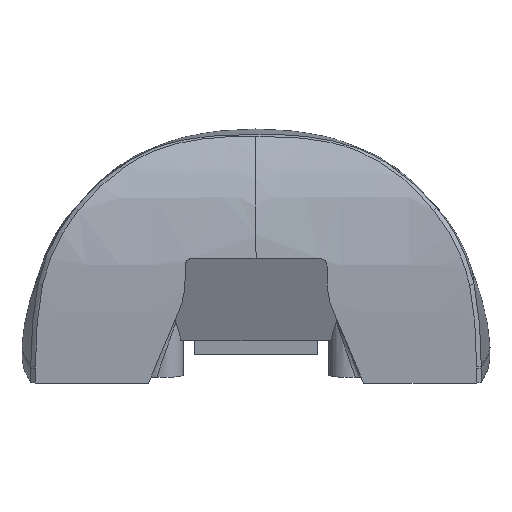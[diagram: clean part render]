
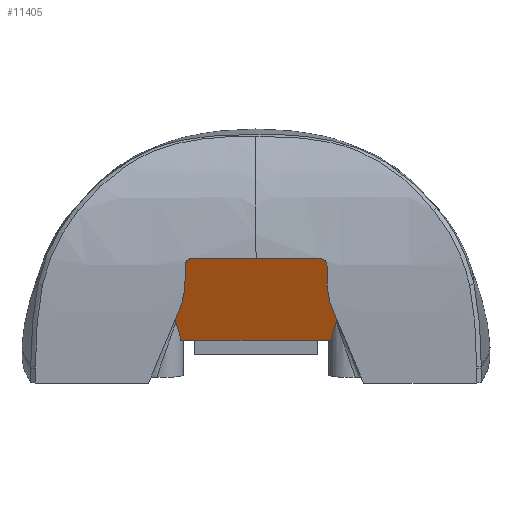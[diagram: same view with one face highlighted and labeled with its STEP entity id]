
A CAD part, front view. The second image highlights one B-rep face of the part: STEP entity #11405.
In plain terms, the highlighted planar face has unit normal (0, -0.904, -0.427).
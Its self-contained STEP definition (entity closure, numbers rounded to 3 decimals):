
#69=DIRECTION('',(1.,0.,0.));
#70=VECTOR('',#69,9.753);
#71=CARTESIAN_POINT('',(-4.877,-0.875,
-0.123));
#72=LINE('',#71,#70);
#247=CARTESIAN_POINT('',(-5.204,-1.412,1.015));
#249=CARTESIAN_POINT('',(-5.204,-1.412,1.015));
#250=CARTESIAN_POINT('',(-5.158,-1.361,
0.907));
#251=CARTESIAN_POINT('',(-5.074,-1.253,
0.678));
#252=CARTESIAN_POINT('',(-4.966,-1.074,
0.299));
#253=CARTESIAN_POINT('',(-4.904,-0.943,
0.022));
#254=CARTESIAN_POINT('',(-4.877,-0.875,
-0.123));
#469=DIRECTION('',(1.,0.,0.));
#470=VECTOR('',#469,9.211);
#471=CARTESIAN_POINT('',(-4.605,-3.434,5.299));
#472=LINE('',#471,#470);
#473=CARTESIAN_POINT('',(4.605,-2.732,3.813));
#474=CARTESIAN_POINT('',(4.605,-2.398,3.104));
#475=CARTESIAN_POINT('',(4.74,-2.074,2.417));
#476=CARTESIAN_POINT('',(5.017,-1.761,1.754));
#478=DIRECTION('',(0.354,0.399,-0.846));
#479=VECTOR('',#478,0.463);
#480=CARTESIAN_POINT('',(5.017,-1.761,1.754));
#481=LINE('',#480,#479);
#482=CARTESIAN_POINT('',(5.204,-1.412,1.015));
#483=CARTESIAN_POINT('',(5.158,-1.36,0.906));
#484=CARTESIAN_POINT('',(5.074,-1.252,0.677));
#485=CARTESIAN_POINT('',(4.965,-1.074,0.298));
#486=CARTESIAN_POINT('',(4.904,-0.943,
0.022));
#487=CARTESIAN_POINT('',(4.877,-0.875,
-0.123));
#489=DIRECTION('',(0.,-0.427,0.904));
#490=VECTOR('',#489,1.643);
#491=CARTESIAN_POINT('',(-4.605,-2.732,3.813));
#492=LINE('',#491,#490);
#726=CARTESIAN_POINT('',(5.204,-1.412,1.015));
#727=CARTESIAN_POINT('',(5.21,-1.418,1.028));
#728=CARTESIAN_POINT('',(5.219,-1.431,1.056));
#729=CARTESIAN_POINT('',(5.227,-1.455,1.106));
#730=CARTESIAN_POINT('',(5.229,-1.481,1.161));
#731=CARTESIAN_POINT('',(5.223,-1.51,1.222));
#732=CARTESIAN_POINT('',(5.208,-1.541,1.289));
#733=CARTESIAN_POINT('',(5.191,-1.564,1.338));
#734=CARTESIAN_POINT('',(5.181,-1.576,1.363));
#777=DIRECTION('',(0.,-0.427,0.904));
#778=VECTOR('',#777,1.643);
#779=CARTESIAN_POINT('',(4.605,-2.732,3.813));
#780=LINE('',#779,#778);
#793=CARTESIAN_POINT('',(-4.605,-2.732,3.813));
#794=CARTESIAN_POINT('',(-4.605,-2.398,3.104));
#795=CARTESIAN_POINT('',(-4.74,-2.074,2.417));
#796=CARTESIAN_POINT('',(-5.017,-1.761,1.754));
#805=DIRECTION('',(-0.354,0.399,-0.846));
#806=VECTOR('',#805,0.463);
#807=CARTESIAN_POINT('',(-5.017,-1.761,1.754));
#808=LINE('',#807,#806);
#813=CARTESIAN_POINT('',(-5.181,-1.576,1.363));
#814=CARTESIAN_POINT('',(-5.191,-1.564,1.338));
#815=CARTESIAN_POINT('',(-5.208,-1.541,1.289));
#816=CARTESIAN_POINT('',(-5.223,-1.51,1.222));
#817=CARTESIAN_POINT('',(-5.229,-1.481,1.161));
#818=CARTESIAN_POINT('',(-5.227,-1.455,1.106));
#819=CARTESIAN_POINT('',(-5.219,-1.431,1.056));
#820=CARTESIAN_POINT('',(-5.21,-1.418,1.028));
#821=CARTESIAN_POINT('',(-5.204,-1.412,1.015));
#8681=CARTESIAN_POINT('',(-4.877,-0.875,
-0.123));
#8682=VERTEX_POINT('',#8681);
#8683=CARTESIAN_POINT('',(4.877,-0.875,
-0.123));
#8684=VERTEX_POINT('',#8683);
#8818=VERTEX_POINT('',#247);
#8831=VERTEX_POINT('',#482);
#8837=VERTEX_POINT('',#813);
#8838=CARTESIAN_POINT('',(-5.017,-1.761,
1.754));
#8839=VERTEX_POINT('',#8838);
#8840=VERTEX_POINT('',#793);
#8841=VERTEX_POINT('',#473);
#8842=VERTEX_POINT('',#476);
#8843=CARTESIAN_POINT('',(5.181,-1.576,1.363));
#8844=VERTEX_POINT('',#8843);
#10569=CARTESIAN_POINT('',(-4.605,-3.434,
5.299));
#10570=CARTESIAN_POINT('',(4.605,-3.434,
5.299));
#10571=VERTEX_POINT('',#10569);
#10572=VERTEX_POINT('',#10570);
#11377=CARTESIAN_POINT('',(2.3,-3.011,
4.404));
#11378=DIRECTION('',(0.,-0.904,-0.427));
#11379=DIRECTION('',(0.,-0.427,0.904));
#11380=AXIS2_PLACEMENT_3D('',#11377,#11378,#11379);
#11381=PLANE('',#11380);
#11383=ORIENTED_EDGE('',*,*,#11382,.T.);
#11385=ORIENTED_EDGE('',*,*,#11384,.F.);
#11387=ORIENTED_EDGE('',*,*,#11386,.T.);
#11389=ORIENTED_EDGE('',*,*,#11388,.T.);
#11391=ORIENTED_EDGE('',*,*,#11390,.F.);
#11392=ORIENTED_EDGE('',*,*,#11306,.T.);
#11393=ORIENTED_EDGE('',*,*,#10677,.F.);
#11394=ORIENTED_EDGE('',*,*,#10862,.F.);
#11396=ORIENTED_EDGE('',*,*,#11395,.F.);
#11398=ORIENTED_EDGE('',*,*,#11397,.F.);
#11400=ORIENTED_EDGE('',*,*,#11399,.F.);
#11402=ORIENTED_EDGE('',*,*,#11401,.T.);
#11403=EDGE_LOOP('',(#11383,#11385,#11387,#11389,#11391,#11392,#11393,#11394,
#11396,#11398,#11400,#11402));
#11404=FACE_OUTER_BOUND('',#11403,.F.);
#11405=ADVANCED_FACE('',(#11404),#11381,.T.);
#255=B_SPLINE_CURVE_WITH_KNOTS('',3,(#249,#250,#251,#252,#253,#254),
.UNSPECIFIED.,.F.,.F.,(4,1,1,4),(0.,0.333,0.667,1.),
.UNSPECIFIED.);
#477=B_SPLINE_CURVE_WITH_KNOTS('',3,(#473,#474,#475,#476),.UNSPECIFIED.,.F.,.F.,
(4,4),(0.,1.),.UNSPECIFIED.);
#488=B_SPLINE_CURVE_WITH_KNOTS('',3,(#482,#483,#484,#485,#486,#487),
.UNSPECIFIED.,.F.,.F.,(4,1,1,4),(0.,0.333,0.667,1.),
.UNSPECIFIED.);
#735=B_SPLINE_CURVE_WITH_KNOTS('',3,(#726,#727,#728,#729,#730,#731,#732,#733,
#734),.UNSPECIFIED.,.F.,.F.,(4,1,1,1,1,1,4),(0.,0.167,
0.333,0.5,0.667,0.833,1.),
.UNSPECIFIED.);
#797=B_SPLINE_CURVE_WITH_KNOTS('',3,(#793,#794,#795,#796),.UNSPECIFIED.,.F.,.F.,
(4,4),(0.,1.),.UNSPECIFIED.);
#822=B_SPLINE_CURVE_WITH_KNOTS('',3,(#813,#814,#815,#816,#817,#818,#819,#820,
#821),.UNSPECIFIED.,.F.,.F.,(4,1,1,1,1,1,4),(0.,0.167,
0.333,0.5,0.667,0.833,1.),
.UNSPECIFIED.);
#10677=EDGE_CURVE('',#8682,#8684,#72,.T.);
#10862=EDGE_CURVE('',#8818,#8682,#255,.T.);
#11306=EDGE_CURVE('',#8831,#8684,#488,.T.);
#11382=EDGE_CURVE('',#10571,#10572,#472,.T.);
#11384=EDGE_CURVE('',#8841,#10572,#780,.T.);
#11386=EDGE_CURVE('',#8841,#8842,#477,.T.);
#11388=EDGE_CURVE('',#8842,#8844,#481,.T.);
#11390=EDGE_CURVE('',#8831,#8844,#735,.T.);
#11395=EDGE_CURVE('',#8837,#8818,#822,.T.);
#11397=EDGE_CURVE('',#8839,#8837,#808,.T.);
#11399=EDGE_CURVE('',#8840,#8839,#797,.T.);
#11401=EDGE_CURVE('',#8840,#10571,#492,.T.);
